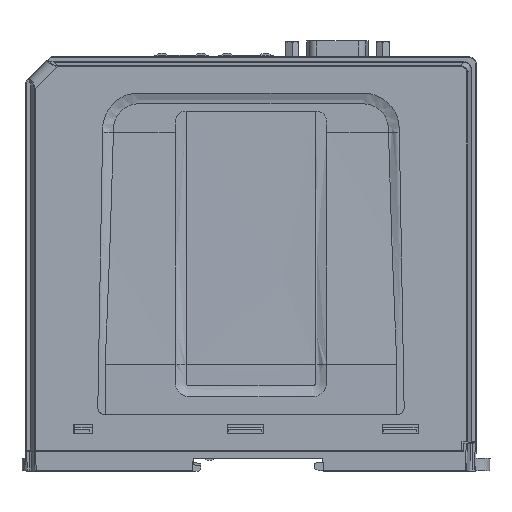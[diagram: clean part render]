
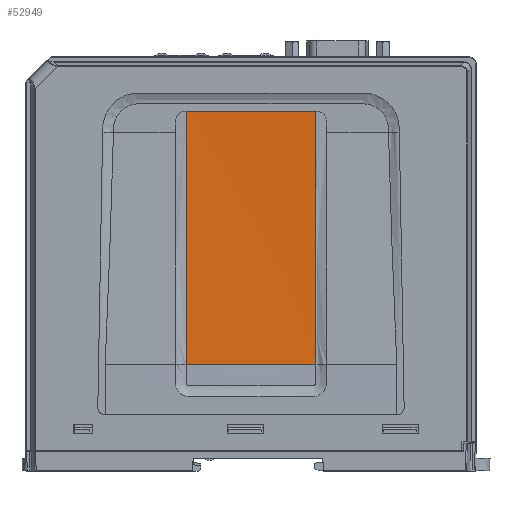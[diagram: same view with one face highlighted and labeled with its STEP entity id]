
A CAD part, top view. The second image highlights one B-rep face of the part: STEP entity #52949.
In plain terms, the highlighted free-form (B-spline) face has degree [3, 3] with [7, 6] control points.
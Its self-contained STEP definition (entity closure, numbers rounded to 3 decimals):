
#1105 = CARTESIAN_POINT ( 'NONE',  ( -89.045, 59.439, 12.5 ) ) ;
#3883 = B_SPLINE_SURFACE_WITH_KNOTS ( 'NONE', 3, 3, ( 
 ( #40761, #19315, #94751, #25312, #78766, #95250 ),
 ( #79248, #24846, #10311, #10784, #85806, #64744 ),
 ( #55259, #17331, #27766, #88759, #28748, #82218 ),
 ( #4783, #20788, #43257, #36238, #14283, #20280 ),
 ( #80746, #74214, #59210, #28250, #59694, #51185 ),
 ( #81743, #65250, #65757, #66236, #29230, #50197 ),
 ( #73732, #21275, #58703, #35750, #89744, #50688 ) ),
 .UNSPECIFIED., .F., .F., .F.,
 ( 4, 1, 1, 1, 4 ),
 ( 4, 1, 1, 4 ),
 ( 0., 0.25, 0.5, 0.75, 1. ),
 ( 0., 0.333, 0.667, 1. ),
 .UNSPECIFIED. ) ;
#4783 = CARTESIAN_POINT ( 'NONE',  ( -71.045, 59.439, 12.5 ) ) ;
#10311 = CARTESIAN_POINT ( 'NONE',  ( -56.045, 36.039, 12.5 ) ) ;
#10328 = CARTESIAN_POINT ( 'NONE',  ( -77.046, -10.762, 12.474 ) ) ;
#10784 = CARTESIAN_POINT ( 'NONE',  ( -56.044, 12.637, 12.2 ) ) ;
#14283 = CARTESIAN_POINT ( 'NONE',  ( -71.045, -2.962, 12.431 ) ) ;
#14685 = VECTOR ( 'NONE', #85292, 1000. ) ;
#17331 = CARTESIAN_POINT ( 'NONE',  ( -62.045, 51.639, 12.5 ) ) ;
#18687 = EDGE_CURVE ( 'NONE', #36687, #42032, #79609, .T. ) ;
#18786 = FACE_OUTER_BOUND ( 'NONE', #24627, .T. ) ;
#19315 = CARTESIAN_POINT ( 'NONE',  ( -53.045, 51.639, 12.5 ) ) ;
#20280 = CARTESIAN_POINT ( 'NONE',  ( -71.045, -10.762, 12.474 ) ) ;
#20788 = CARTESIAN_POINT ( 'NONE',  ( -71.045, 51.639, 12.5 ) ) ;
#21275 = CARTESIAN_POINT ( 'NONE',  ( -89.045, 51.639, 12.5 ) ) ;
#24310 = CARTESIAN_POINT ( 'NONE',  ( -8.545, 59.439, 12.5 ) ) ;
#24627 = EDGE_LOOP ( 'NONE', ( #50877, #78314, #59116, #65491 ) ) ;
#24821 = CARTESIAN_POINT ( 'NONE',  ( -53.045, 59.439, 12.5 ) ) ;
#24846 = CARTESIAN_POINT ( 'NONE',  ( -56.045, 51.639, 12.5 ) ) ;
#25312 = CARTESIAN_POINT ( 'NONE',  ( -53.044, 12.637, 12.2 ) ) ;
#27766 = CARTESIAN_POINT ( 'NONE',  ( -62.045, 36.039, 12.5 ) ) ;
#28250 = CARTESIAN_POINT ( 'NONE',  ( -80.045, 12.637, 12.2 ) ) ;
#28748 = CARTESIAN_POINT ( 'NONE',  ( -62.045, -2.962, 12.431 ) ) ;
#29230 = CARTESIAN_POINT ( 'NONE',  ( -86.045, -2.962, 12.431 ) ) ;
#31550 = CARTESIAN_POINT ( 'NONE',  ( -89.045, 36.039, 12.5 ) ) ;
#33332 = CARTESIAN_POINT ( 'NONE',  ( -53.045, -10.762, 12.474 ) ) ;
#33885 = CARTESIAN_POINT ( 'NONE',  ( -89.045, -10.762, 12.474 ) ) ;
#35750 = CARTESIAN_POINT ( 'NONE',  ( -89.045, 12.637, 12.2 ) ) ;
#36238 = CARTESIAN_POINT ( 'NONE',  ( -71.045, 12.637, 12.2 ) ) ;
#36687 = VERTEX_POINT ( 'NONE', #84508 ) ;
#36868 = CARTESIAN_POINT ( 'NONE',  ( -53.045, 59.439, 12.5 ) ) ;
#39527 = CARTESIAN_POINT ( 'NONE',  ( -89.045, 51.639, 12.5 ) ) ;
#39777 = CARTESIAN_POINT ( 'NONE',  ( -53.045, -2.962, 12.431 ) ) ;
#40761 = CARTESIAN_POINT ( 'NONE',  ( -53.045, 59.439, 12.5 ) ) ;
#42032 = VERTEX_POINT ( 'NONE', #36868 ) ;
#42202 = EDGE_CURVE ( 'NONE', #36687, #91013, #75117, .T. ) ;
#43257 = CARTESIAN_POINT ( 'NONE',  ( -71.045, 36.039, 12.5 ) ) ;
#45268 = CARTESIAN_POINT ( 'NONE',  ( -53.045, 51.639, 12.5 ) ) ;
#46252 = CARTESIAN_POINT ( 'NONE',  ( -53.044, 12.637, 12.2 ) ) ;
#48345 = VERTEX_POINT ( 'NONE', #88259 ) ;
#50197 = CARTESIAN_POINT ( 'NONE',  ( -86.045, -10.762, 12.474 ) ) ;
#50688 = CARTESIAN_POINT ( 'NONE',  ( -89.045, -10.762, 12.474 ) ) ;
#50877 = ORIENTED_EDGE ( 'NONE', *, *, #79508, .T. ) ;
#51185 = CARTESIAN_POINT ( 'NONE',  ( -80.045, -10.762, 12.474 ) ) ;
#52949 = ADVANCED_FACE ( 'NONE', ( #18786 ), #3883, .T. ) ;
#54733 = LINE ( 'NONE', #24310, #14685 ) ;
#55259 = CARTESIAN_POINT ( 'NONE',  ( -62.045, 59.439, 12.5 ) ) ;
#56834 = CARTESIAN_POINT ( 'NONE',  ( -89.045, 12.637, 12.2 ) ) ;
#58703 = CARTESIAN_POINT ( 'NONE',  ( -89.045, 36.039, 12.5 ) ) ;
#59116 = ORIENTED_EDGE ( 'NONE', *, *, #42202, .F. ) ;
#59210 = CARTESIAN_POINT ( 'NONE',  ( -80.045, 36.039, 12.5 ) ) ;
#59694 = CARTESIAN_POINT ( 'NONE',  ( -80.045, -2.962, 12.431 ) ) ;
#62773 = CARTESIAN_POINT ( 'NONE',  ( -53.045, -10.762, 12.474 ) ) ;
#64493 = CARTESIAN_POINT ( 'NONE',  ( -89.045, -10.762, 12.474 ) ) ;
#64744 = CARTESIAN_POINT ( 'NONE',  ( -56.045, -10.762, 12.474 ) ) ;
#64761 = CARTESIAN_POINT ( 'NONE',  ( -65.044, -10.762, 12.474 ) ) ;
#65250 = CARTESIAN_POINT ( 'NONE',  ( -86.045, 51.639, 12.5 ) ) ;
#65491 = ORIENTED_EDGE ( 'NONE', *, *, #18687, .T. ) ;
#65757 = CARTESIAN_POINT ( 'NONE',  ( -86.045, 36.039, 12.5 ) ) ;
#66236 = CARTESIAN_POINT ( 'NONE',  ( -86.045, 12.637, 12.2 ) ) ;
#66446 = EDGE_CURVE ( 'NONE', #48345, #91013, #69567, .T. ) ;
#69567 = B_SPLINE_CURVE_WITH_KNOTS ( 'NONE', 3,
 ( #1105, #39527, #31550, #56834, #94393, #33885 ),
 .UNSPECIFIED., .F., .F.,
 ( 4, 1, 1, 4 ),
 ( 0., 0.333, 0.667, 1. ),
 .UNSPECIFIED. ) ;
#71279 = CARTESIAN_POINT ( 'NONE',  ( -89.045, -10.762, 12.474 ) ) ;
#73732 = CARTESIAN_POINT ( 'NONE',  ( -89.045, 59.439, 12.5 ) ) ;
#74214 = CARTESIAN_POINT ( 'NONE',  ( -80.045, 51.639, 12.5 ) ) ;
#75117 = B_SPLINE_CURVE_WITH_KNOTS ( 'NONE', 3,
 ( #33332, #64761, #10328, #71279 ),
 .UNSPECIFIED., .F., .F.,
 ( 4, 4 ),
 ( 0., 1. ),
 .UNSPECIFIED. ) ;
#77282 = CARTESIAN_POINT ( 'NONE',  ( -53.045, 36.039, 12.5 ) ) ;
#78314 = ORIENTED_EDGE ( 'NONE', *, *, #66446, .T. ) ;
#78766 = CARTESIAN_POINT ( 'NONE',  ( -53.045, -2.962, 12.431 ) ) ;
#79248 = CARTESIAN_POINT ( 'NONE',  ( -56.045, 59.439, 12.5 ) ) ;
#79508 = EDGE_CURVE ( 'NONE', #42032, #48345, #54733, .T. ) ;
#79609 = B_SPLINE_CURVE_WITH_KNOTS ( 'NONE', 3,
 ( #62773, #39777, #46252, #77282, #45268, #24821 ),
 .UNSPECIFIED., .F., .F.,
 ( 4, 1, 1, 4 ),
 ( 0., 0.333, 0.667, 1. ),
 .UNSPECIFIED. ) ;
#80746 = CARTESIAN_POINT ( 'NONE',  ( -80.045, 59.439, 12.5 ) ) ;
#81743 = CARTESIAN_POINT ( 'NONE',  ( -86.045, 59.439, 12.5 ) ) ;
#82218 = CARTESIAN_POINT ( 'NONE',  ( -62.045, -10.762, 12.474 ) ) ;
#84508 = CARTESIAN_POINT ( 'NONE',  ( -53.045, -10.762, 12.474 ) ) ;
#85292 = DIRECTION ( 'NONE',  ( -1., 0., 0. ) ) ;
#85806 = CARTESIAN_POINT ( 'NONE',  ( -56.045, -2.962, 12.431 ) ) ;
#88259 = CARTESIAN_POINT ( 'NONE',  ( -89.045, 59.439, 12.5 ) ) ;
#88759 = CARTESIAN_POINT ( 'NONE',  ( -62.044, 12.637, 12.2 ) ) ;
#89744 = CARTESIAN_POINT ( 'NONE',  ( -89.045, -2.962, 12.431 ) ) ;
#91013 = VERTEX_POINT ( 'NONE', #64493 ) ;
#94393 = CARTESIAN_POINT ( 'NONE',  ( -89.045, -2.962, 12.431 ) ) ;
#94751 = CARTESIAN_POINT ( 'NONE',  ( -53.045, 36.039, 12.5 ) ) ;
#95250 = CARTESIAN_POINT ( 'NONE',  ( -53.045, -10.762, 12.474 ) ) ;
